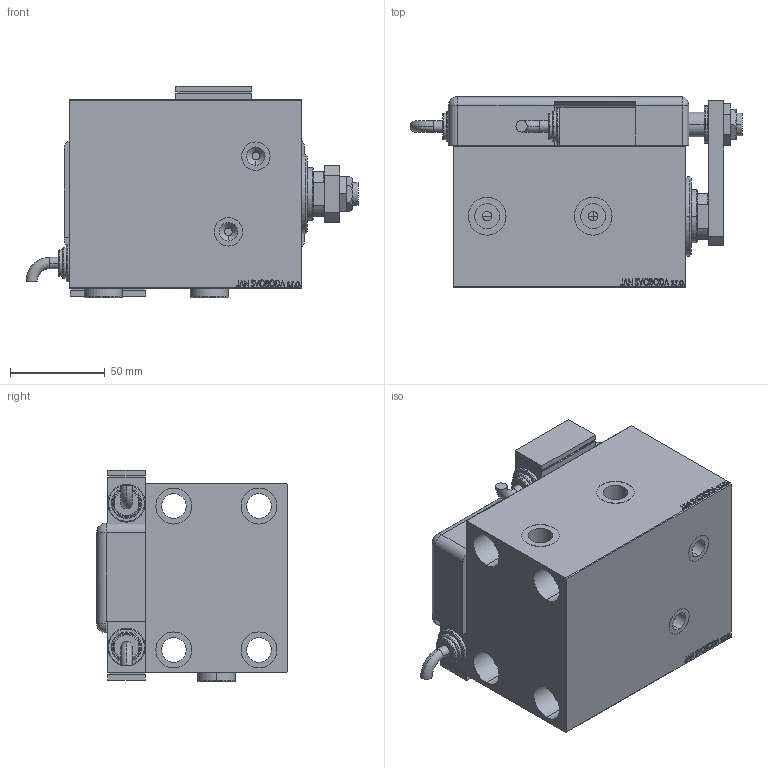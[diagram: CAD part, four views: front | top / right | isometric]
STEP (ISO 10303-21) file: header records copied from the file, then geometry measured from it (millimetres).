
FILE_DESCRIPTION (( 'STEP AP203' ), '1' );
FILE_NAME ('971e.STEP', '2025-02-18T21:05:19', ( '' ), ( '' ), 'SwSTEP 2.0', 'SolidWorks 2019', '' );
FILE_SCHEMA (( 'CONFIG_CONTROL_DESIGN' ));
Length unit declared in the file: millimetre
Products named in the file (14): NUT_D13 b259cf6bf1c6e73cdb49b648f9cdeffb; MAGNETIC SWITCH Q b259cf6bf1c6e73cdb49b648f9cdeffb; 971e; KRYT b259cf6bf1c6e73cdb49b648f9cdeffb; ZARAZKA_Q b259cf6bf1c6e73cdb49b648f9cdeffb; TYC b259cf6bf1c6e73cdb49b648f9cdeffb; NUT_D19 b259cf6bf1c6e73cdb49b648f9cdeffb; V450CP_B_VCP b259cf6bf1c6e73cdb49b648f9cdeffb; SWITCH_Q_FRONT_BACK b259cf6bf1c6e73cdb49b648f9cdeffb; SWITCH DIM A_G b259cf6bf1c6e73cdb49b648f9cdeffb; SWITCH Q b259cf6bf1c6e73cdb49b648f9cdeffb; V450CP_C b259cf6bf1c6e73cdb49b648f9cdeffb; PLUG b259cf6bf1c6e73cdb49b648f9cdeffb; V450CP_VC_B b259cf6bf1c6e73cdb49b648f9cdeffb
Assembly tree (15 placements, depth 3):
  971e
    V450CP_C b259cf6bf1c6e73cdb49b648f9cdeffb
    MAGNETIC SWITCH Q b259cf6bf1c6e73cdb49b648f9cdeffb
      SWITCH_Q_FRONT_BACK b259cf6bf1c6e73cdb49b648f9cdeffb
      TYC b259cf6bf1c6e73cdb49b648f9cdeffb
      ZARAZKA_Q b259cf6bf1c6e73cdb49b648f9cdeffb
      SWITCH DIM A_G b259cf6bf1c6e73cdb49b648f9cdeffb
      NUT_D19 b259cf6bf1c6e73cdb49b648f9cdeffb
      NUT_D13 b259cf6bf1c6e73cdb49b648f9cdeffb
      KRYT b259cf6bf1c6e73cdb49b648f9cdeffb
      SWITCH Q b259cf6bf1c6e73cdb49b648f9cdeffb  x2
    V450CP_B_VCP b259cf6bf1c6e73cdb49b648f9cdeffb
    V450CP_VC_B b259cf6bf1c6e73cdb49b648f9cdeffb
    PLUG b259cf6bf1c6e73cdb49b648f9cdeffb  x2
Bounding box: 175.46 x 100.8 x 111.9 mm (x, y, z)
Volume: 949000.5 mm3; surface area: 197145 mm2
Topology: 15 solids, 15 shells, 1327 faces, 3338 edges, 2195 vertices
Faces by surface type: plane 655, bspline 471, cylinder 147, cone 26, torus 26, sphere 2
Entity records: 61754 total; most frequent: CARTESIAN_POINT 32627, ORIENTED_EDGE 6400, DIRECTION 4186, EDGE_CURVE 3200, VERTEX_POINT 2111, VECTOR 1894, LINE 1894, EDGE_LOOP 1453
